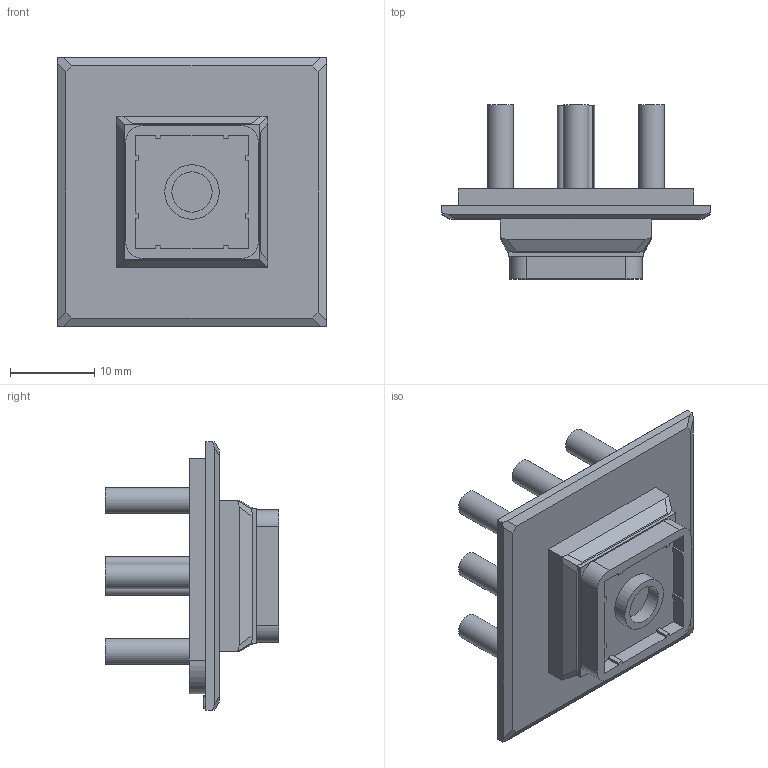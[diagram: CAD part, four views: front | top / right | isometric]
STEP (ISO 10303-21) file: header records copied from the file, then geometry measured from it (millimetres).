
FILE_DESCRIPTION(/* description */ (''),/* implementation_level */ '2;1');
FILE_NAME(/* name */ 'Zbutt-MX-1u-stem-cavity.step',/* time_stamp */ '2019-01-18T20:11:20-05:00',/* author */ (''),/* organization */ (''),/* preprocessor_version */ 'ST-DEVELOPER v17.2',/* originating_system */ 'Autodesk Translation Framework v7.6.0.251',/* authorisation */ '');
FILE_SCHEMA (('AUTOMOTIVE_DESIGN { 1 0 10303 214 3 1 1 }'));
Length unit declared in the file: millimetre
Products named in the file (1): FusionComponent
Bounding box: 32 x 20.7 x 32 mm (x, y, z)
Volume: 4195.6 mm3; surface area: 4496.7 mm2
Topology: 1 solids, 1 shells, 243 faces, 641 edges, 414 vertices
Faces by surface type: plane 177, cylinder 35, bspline 31
Full cylindrical faces by diameter (mm): 1.406 x1, 1.407 x1, 1.408 x1, 3.088 x8, 4.8 x1, 5.8 x1, 6.5 x1
Entity records: 7745 total; most frequent: CARTESIAN_POINT 1826, ORIENTED_EDGE 1282, DIRECTION 1105, EDGE_CURVE 641, LINE 479, VECTOR 479, VERTEX_POINT 414, AXIS2_PLACEMENT_3D 313
